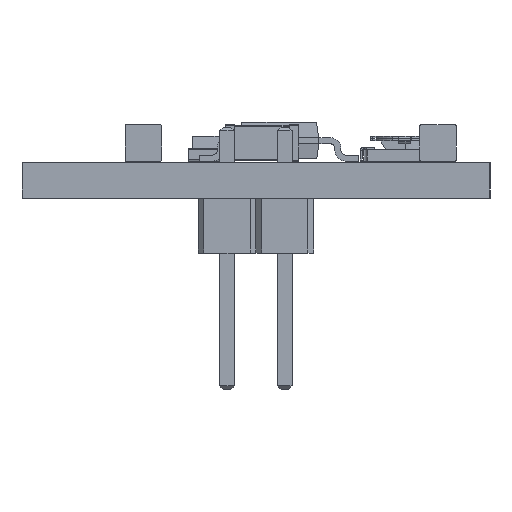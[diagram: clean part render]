
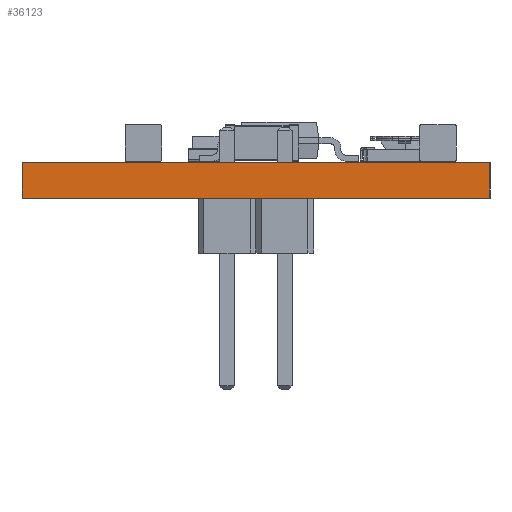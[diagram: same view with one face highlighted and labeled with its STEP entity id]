
A CAD part, left-side view. The second image highlights one B-rep face of the part: STEP entity #36123.
In plain terms, the highlighted planar face has unit normal (-1, 0, 0).
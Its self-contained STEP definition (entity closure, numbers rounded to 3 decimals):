
#35942 = PLANE('',#35943);
#35943 = AXIS2_PLACEMENT_3D('',#35944,#35945,#35946);
#35944 = CARTESIAN_POINT('',(107.315,-65.024,0.));
#35945 = DIRECTION('',(0.,-1.,0.));
#35946 = DIRECTION('',(-1.,0.,0.));
#35967 = VERTEX_POINT('',#35968);
#35968 = CARTESIAN_POINT('',(74.93,-65.024,1.58));
#35982 = PLANE('',#35983);
#35983 = AXIS2_PLACEMENT_3D('',#35984,#35985,#35986);
#35984 = CARTESIAN_POINT('',(91.122,-54.737,1.58));
#35985 = DIRECTION('',(-0.,-0.,-1.));
#35986 = DIRECTION('',(-1.,0.,0.));
#35994 = EDGE_CURVE('',#35995,#35967,#35997,.T.);
#35995 = VERTEX_POINT('',#35996);
#35996 = CARTESIAN_POINT('',(74.93,-65.024,0.));
#35997 = SURFACE_CURVE('',#35998,(#36002,#36009),.PCURVE_S1.);
#35998 = LINE('',#35999,#36000);
#35999 = CARTESIAN_POINT('',(74.93,-65.024,0.));
#36000 = VECTOR('',#36001,1.);
#36001 = DIRECTION('',(0.,0.,1.));
#36002 = PCURVE('',#35942,#36003);
#36003 = DEFINITIONAL_REPRESENTATION('',(#36004),#36008);
#36004 = LINE('',#36005,#36006);
#36005 = CARTESIAN_POINT('',(32.385,0.));
#36006 = VECTOR('',#36007,1.);
#36007 = DIRECTION('',(0.,-1.));
#36008 = ( GEOMETRIC_REPRESENTATION_CONTEXT(2) 
PARAMETRIC_REPRESENTATION_CONTEXT() REPRESENTATION_CONTEXT('2D SPACE',''
  ) );
#36009 = PCURVE('',#36010,#36015);
#36010 = PLANE('',#36011);
#36011 = AXIS2_PLACEMENT_3D('',#36012,#36013,#36014);
#36012 = CARTESIAN_POINT('',(74.93,-65.024,0.));
#36013 = DIRECTION('',(-1.,0.,0.));
#36014 = DIRECTION('',(0.,1.,0.));
#36015 = DEFINITIONAL_REPRESENTATION('',(#36016),#36020);
#36016 = LINE('',#36017,#36018);
#36017 = CARTESIAN_POINT('',(0.,0.));
#36018 = VECTOR('',#36019,1.);
#36019 = DIRECTION('',(0.,-1.));
#36020 = ( GEOMETRIC_REPRESENTATION_CONTEXT(2) 
PARAMETRIC_REPRESENTATION_CONTEXT() REPRESENTATION_CONTEXT('2D SPACE',''
  ) );
#36036 = PLANE('',#36037);
#36037 = AXIS2_PLACEMENT_3D('',#36038,#36039,#36040);
#36038 = CARTESIAN_POINT('',(91.122,-54.737,0.));
#36039 = DIRECTION('',(-0.,-0.,-1.));
#36040 = DIRECTION('',(-1.,0.,0.));
#36069 = PLANE('',#36070);
#36070 = AXIS2_PLACEMENT_3D('',#36071,#36072,#36073);
#36071 = CARTESIAN_POINT('',(74.93,-44.45,0.));
#36072 = DIRECTION('',(0.,1.,0.));
#36073 = DIRECTION('',(1.,0.,0.));
#36123 = ADVANCED_FACE('',(#36124),#36010,.T.);
#36124 = FACE_BOUND('',#36125,.T.);
#36125 = EDGE_LOOP('',(#36126,#36127,#36150,#36173));
#36126 = ORIENTED_EDGE('',*,*,#35994,.T.);
#36127 = ORIENTED_EDGE('',*,*,#36128,.T.);
#36128 = EDGE_CURVE('',#35967,#36129,#36131,.T.);
#36129 = VERTEX_POINT('',#36130);
#36130 = CARTESIAN_POINT('',(74.93,-44.45,1.58));
#36131 = SURFACE_CURVE('',#36132,(#36136,#36143),.PCURVE_S1.);
#36132 = LINE('',#36133,#36134);
#36133 = CARTESIAN_POINT('',(74.93,-65.024,1.58));
#36134 = VECTOR('',#36135,1.);
#36135 = DIRECTION('',(0.,1.,0.));
#36136 = PCURVE('',#36010,#36137);
#36137 = DEFINITIONAL_REPRESENTATION('',(#36138),#36142);
#36138 = LINE('',#36139,#36140);
#36139 = CARTESIAN_POINT('',(0.,-1.58));
#36140 = VECTOR('',#36141,1.);
#36141 = DIRECTION('',(1.,0.));
#36142 = ( GEOMETRIC_REPRESENTATION_CONTEXT(2) 
PARAMETRIC_REPRESENTATION_CONTEXT() REPRESENTATION_CONTEXT('2D SPACE',''
  ) );
#36143 = PCURVE('',#35982,#36144);
#36144 = DEFINITIONAL_REPRESENTATION('',(#36145),#36149);
#36145 = LINE('',#36146,#36147);
#36146 = CARTESIAN_POINT('',(16.193,-10.287));
#36147 = VECTOR('',#36148,1.);
#36148 = DIRECTION('',(0.,1.));
#36149 = ( GEOMETRIC_REPRESENTATION_CONTEXT(2) 
PARAMETRIC_REPRESENTATION_CONTEXT() REPRESENTATION_CONTEXT('2D SPACE',''
  ) );
#36150 = ORIENTED_EDGE('',*,*,#36151,.F.);
#36151 = EDGE_CURVE('',#36152,#36129,#36154,.T.);
#36152 = VERTEX_POINT('',#36153);
#36153 = CARTESIAN_POINT('',(74.93,-44.45,0.));
#36154 = SURFACE_CURVE('',#36155,(#36159,#36166),.PCURVE_S1.);
#36155 = LINE('',#36156,#36157);
#36156 = CARTESIAN_POINT('',(74.93,-44.45,0.));
#36157 = VECTOR('',#36158,1.);
#36158 = DIRECTION('',(0.,0.,1.));
#36159 = PCURVE('',#36010,#36160);
#36160 = DEFINITIONAL_REPRESENTATION('',(#36161),#36165);
#36161 = LINE('',#36162,#36163);
#36162 = CARTESIAN_POINT('',(20.574,0.));
#36163 = VECTOR('',#36164,1.);
#36164 = DIRECTION('',(0.,-1.));
#36165 = ( GEOMETRIC_REPRESENTATION_CONTEXT(2) 
PARAMETRIC_REPRESENTATION_CONTEXT() REPRESENTATION_CONTEXT('2D SPACE',''
  ) );
#36166 = PCURVE('',#36069,#36167);
#36167 = DEFINITIONAL_REPRESENTATION('',(#36168),#36172);
#36168 = LINE('',#36169,#36170);
#36169 = CARTESIAN_POINT('',(0.,0.));
#36170 = VECTOR('',#36171,1.);
#36171 = DIRECTION('',(0.,-1.));
#36172 = ( GEOMETRIC_REPRESENTATION_CONTEXT(2) 
PARAMETRIC_REPRESENTATION_CONTEXT() REPRESENTATION_CONTEXT('2D SPACE',''
  ) );
#36173 = ORIENTED_EDGE('',*,*,#36174,.F.);
#36174 = EDGE_CURVE('',#35995,#36152,#36175,.T.);
#36175 = SURFACE_CURVE('',#36176,(#36180,#36187),.PCURVE_S1.);
#36176 = LINE('',#36177,#36178);
#36177 = CARTESIAN_POINT('',(74.93,-65.024,0.));
#36178 = VECTOR('',#36179,1.);
#36179 = DIRECTION('',(0.,1.,0.));
#36180 = PCURVE('',#36010,#36181);
#36181 = DEFINITIONAL_REPRESENTATION('',(#36182),#36186);
#36182 = LINE('',#36183,#36184);
#36183 = CARTESIAN_POINT('',(0.,0.));
#36184 = VECTOR('',#36185,1.);
#36185 = DIRECTION('',(1.,0.));
#36186 = ( GEOMETRIC_REPRESENTATION_CONTEXT(2) 
PARAMETRIC_REPRESENTATION_CONTEXT() REPRESENTATION_CONTEXT('2D SPACE',''
  ) );
#36187 = PCURVE('',#36036,#36188);
#36188 = DEFINITIONAL_REPRESENTATION('',(#36189),#36193);
#36189 = LINE('',#36190,#36191);
#36190 = CARTESIAN_POINT('',(16.193,-10.287));
#36191 = VECTOR('',#36192,1.);
#36192 = DIRECTION('',(0.,1.));
#36193 = ( GEOMETRIC_REPRESENTATION_CONTEXT(2) 
PARAMETRIC_REPRESENTATION_CONTEXT() REPRESENTATION_CONTEXT('2D SPACE',''
  ) );
